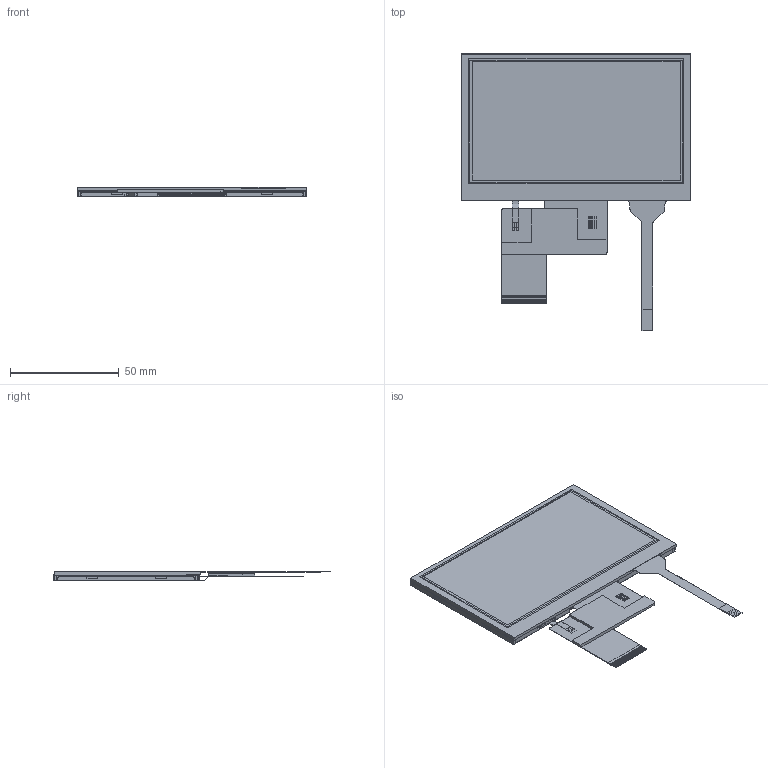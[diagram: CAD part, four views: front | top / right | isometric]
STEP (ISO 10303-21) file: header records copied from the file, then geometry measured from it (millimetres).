
FILE_DESCRIPTION(/* description */ (''),/* implementation_level */ '2;1');
FILE_NAME(/* name */ '',/* time_stamp */ '2025-01-15T13:20:13+09:00',/* author */ (''),/* organization */ (''),/* preprocessor_version */ 'ST-DEVELOPER v18.1',/* originating_system */ 'Autodesk Inventor 2020',/* authorisation */ '');
FILE_SCHEMA (('AUTOMOTIVE_DESIGN { 1 0 10303 214 3 1 1 }'));
Length unit declared in the file: millimetre
Products named in the file (1): HP_TK-SRA043WQ-03
Bounding box: 105.4 x 127.73 x 4.47 mm (x, y, z)
Volume: 29445 mm3; surface area: 48926.5 mm2
Topology: 1 solids, 2 shells, 619 faces, 1814 edges, 1210 vertices
Faces by surface type: plane 547, cylinder 72
Entity records: 20339 total; most frequent: CARTESIAN_POINT 3644, ORIENTED_EDGE 3628, DIRECTION 3198, EDGE_CURVE 1814, LINE 1670, VECTOR 1670, VERTEX_POINT 1210, AXIS2_PLACEMENT_3D 764
